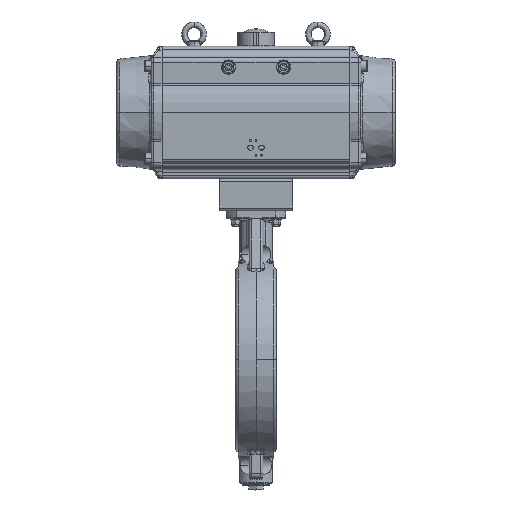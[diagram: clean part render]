
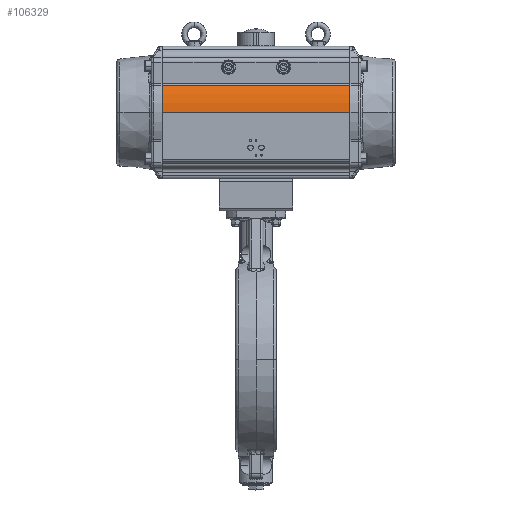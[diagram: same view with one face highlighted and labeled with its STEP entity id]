
A CAD part, top view. The second image highlights one B-rep face of the part: STEP entity #106329.
In plain terms, the highlighted cylindrical face has radius 130 mm (diameter 260 mm), a partial arc.
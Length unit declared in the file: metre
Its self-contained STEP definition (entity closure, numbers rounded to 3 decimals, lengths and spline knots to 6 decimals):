
#3191 = AXIS2_PLACEMENT_3D ( 'NONE', #52180, #85145, #11079 ) ;
#3295 = CARTESIAN_POINT ( 'NONE',  ( -0.274234, 0.553549, 0.761071 ) ) ;
#9528 = ORIENTED_EDGE ( 'NONE', *, *, #55542, .T. ) ;
#11079 = DIRECTION ( 'NONE',  ( 0., 0., -1. ) ) ;
#11086 = EDGE_CURVE ( 'NONE', #52224, #51698, #94554, .T. ) ;
#12439 = EDGE_CURVE ( 'NONE', #106668, #52224, #28169, .T. ) ;
#13547 = DIRECTION ( 'NONE',  ( 1., 0., 0. ) ) ;
#18716 = CARTESIAN_POINT ( 'NONE',  ( 0.133766, 0.495004, 0.645 ) ) ;
#20431 = CARTESIAN_POINT ( 'NONE',  ( -0.274234, 0.553549, 0.761071 ) ) ;
#25013 = ORIENTED_EDGE ( 'NONE', *, *, #12439, .T. ) ;
#28169 = CIRCLE ( 'NONE', #35020, 0.13 ) ;
#29218 = LINE ( 'NONE', #69808, #87261 ) ;
#35020 = AXIS2_PLACEMENT_3D ( 'NONE', #18716, #68480, #76586 ) ;
#37100 = CARTESIAN_POINT ( 'NONE',  ( -0.274234, 0.495004, 0.645 ) ) ;
#44507 = EDGE_CURVE ( 'NONE', #78068, #106668, #29218, .T. ) ;
#46739 = CARTESIAN_POINT ( 'NONE',  ( -0.274234, 0.495004, 0.775 ) ) ;
#51698 = VERTEX_POINT ( 'NONE', #3295 ) ;
#52180 = CARTESIAN_POINT ( 'NONE',  ( -0.274234, 0.495004, 0.645 ) ) ;
#52224 = VERTEX_POINT ( 'NONE', #70518 ) ;
#53338 = DIRECTION ( 'NONE',  ( 0., 0., -1. ) ) ;
#55542 = EDGE_CURVE ( 'NONE', #51698, #78068, #103346, .T. ) ;
#67078 = ORIENTED_EDGE ( 'NONE', *, *, #11086, .T. ) ;
#67912 = ORIENTED_EDGE ( 'NONE', *, *, #44507, .T. ) ;
#68463 = EDGE_LOOP ( 'NONE', ( #25013, #67078, #9528, #67912 ) ) ;
#68480 = DIRECTION ( 'NONE',  ( -1., 0., 0. ) ) ;
#68516 = CYLINDRICAL_SURFACE ( 'NONE', #96919, 0.13 ) ;
#69808 = CARTESIAN_POINT ( 'NONE',  ( -0.274234, 0.495004, 0.775 ) ) ;
#70518 = CARTESIAN_POINT ( 'NONE',  ( 0.133766, 0.553549, 0.761071 ) ) ;
#76586 = DIRECTION ( 'NONE',  ( 0., 0., -1. ) ) ;
#77155 = DIRECTION ( 'NONE',  ( 1., 0., 0. ) ) ;
#78068 = VERTEX_POINT ( 'NONE', #46739 ) ;
#85145 = DIRECTION ( 'NONE',  ( 1., 0., 0. ) ) ;
#86412 = DIRECTION ( 'NONE',  ( -1., 0., 0. ) ) ;
#87261 = VECTOR ( 'NONE', #13547, 1. ) ;
#89017 = CARTESIAN_POINT ( 'NONE',  ( 0.133766, 0.495004, 0.775 ) ) ;
#94554 = LINE ( 'NONE', #20431, #102319 ) ;
#96919 = AXIS2_PLACEMENT_3D ( 'NONE', #37100, #77155, #53338 ) ;
#102047 = FACE_OUTER_BOUND ( 'NONE', #68463, .T. ) ;
#102319 = VECTOR ( 'NONE', #86412, 1. ) ;
#103346 = CIRCLE ( 'NONE', #3191, 0.13 ) ;
#106329 = ADVANCED_FACE ( 'NONE', ( #102047 ), #68516, .T. ) ;
#106668 = VERTEX_POINT ( 'NONE', #89017 ) ;
